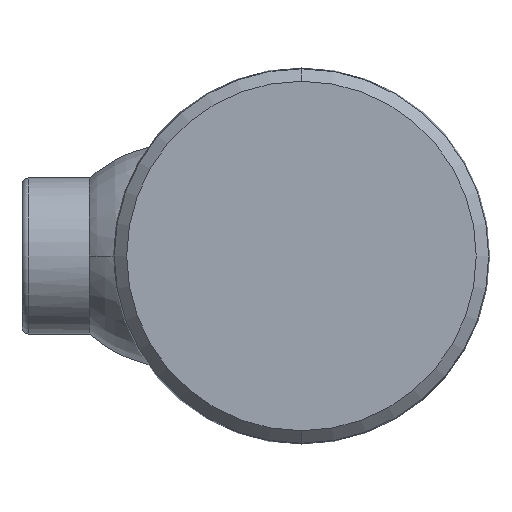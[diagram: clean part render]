
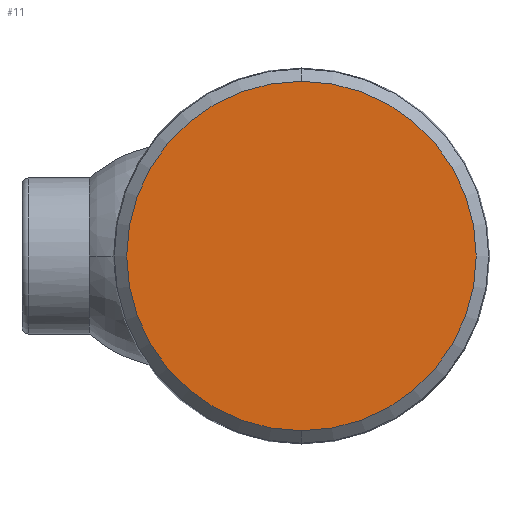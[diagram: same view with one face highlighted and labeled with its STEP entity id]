
A CAD part, left-side view. The second image highlights one B-rep face of the part: STEP entity #11.
In plain terms, the highlighted planar face has unit normal (-1, 0, 0).
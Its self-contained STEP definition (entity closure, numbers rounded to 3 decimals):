
#11 = ADVANCED_FACE ( 'NONE', ( #706 ), #1703, .F. ) ;
#160 = CARTESIAN_POINT ( 'NONE',  ( 0., 0., 0. ) ) ;
#564 = CARTESIAN_POINT ( 'NONE',  ( 0., 0., 0. ) ) ;
#640 = AXIS2_PLACEMENT_3D ( 'NONE', #160, #1839, #2973 ) ;
#706 = FACE_OUTER_BOUND ( 'NONE', #1316, .T. ) ;
#989 = DIRECTION ( 'NONE',  ( 0., 0., -1. ) ) ;
#1169 = ORIENTED_EDGE ( 'NONE', *, *, #1724, .T. ) ;
#1217 = CIRCLE ( 'NONE', #3440, 28. ) ;
#1309 = CARTESIAN_POINT ( 'NONE',  ( 0., 0., 0. ) ) ;
#1316 = EDGE_LOOP ( 'NONE', ( #1169, #2038 ) ) ;
#1585 = DIRECTION ( 'NONE',  ( 0., 0., -1. ) ) ;
#1598 = DIRECTION ( 'NONE',  ( 1., 0., 0. ) ) ;
#1703 = PLANE ( 'NONE',  #1913 ) ;
#1724 = EDGE_CURVE ( 'NONE', #3210, #3258, #1732, .T. ) ;
#1732 = CIRCLE ( 'NONE', #640, 28. ) ;
#1790 = CARTESIAN_POINT ( 'NONE',  ( 0., 0., -28. ) ) ;
#1839 = DIRECTION ( 'NONE',  ( -1., 0., 0. ) ) ;
#1913 = AXIS2_PLACEMENT_3D ( 'NONE', #1309, #1598, #1585 ) ;
#2038 = ORIENTED_EDGE ( 'NONE', *, *, #2072, .T. ) ;
#2072 = EDGE_CURVE ( 'NONE', #3258, #3210, #1217, .T. ) ;
#2604 = CARTESIAN_POINT ( 'NONE',  ( 0., 0., 28. ) ) ;
#2973 = DIRECTION ( 'NONE',  ( 0., 0., -1. ) ) ;
#3015 = DIRECTION ( 'NONE',  ( -1., 0., 0. ) ) ;
#3210 = VERTEX_POINT ( 'NONE', #1790 ) ;
#3258 = VERTEX_POINT ( 'NONE', #2604 ) ;
#3440 = AXIS2_PLACEMENT_3D ( 'NONE', #564, #3015, #989 ) ;
